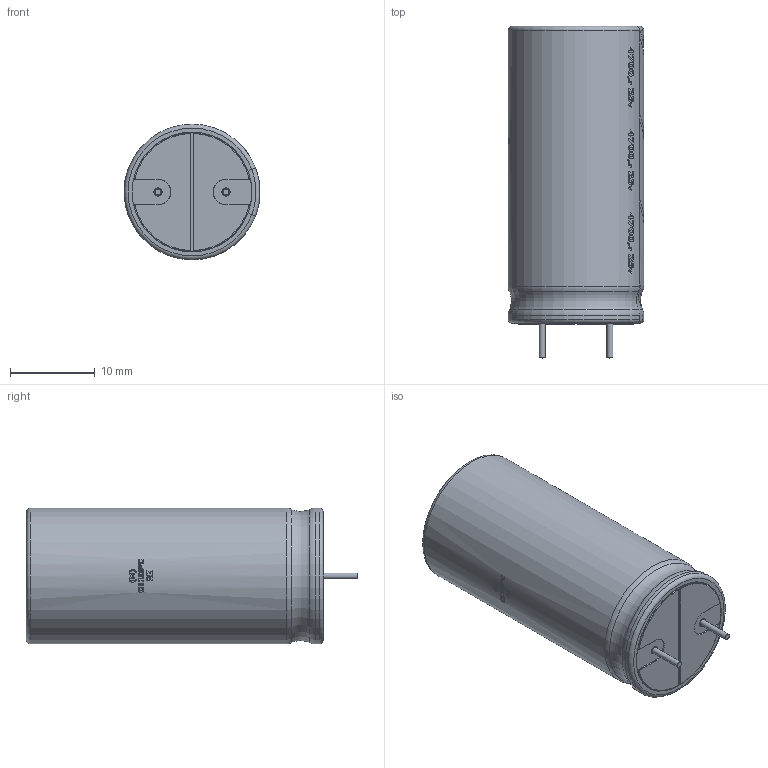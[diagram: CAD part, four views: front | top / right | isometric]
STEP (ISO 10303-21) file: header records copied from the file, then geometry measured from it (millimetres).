
FILE_DESCRIPTION(/* description */ (''),/* implementation_level */ '2;1');
FILE_NAME(/* name */ '4700uF 25V Electr 16 x35 -P.diameter 8mm-Green-Yellow.stp',/* time_stamp */ '2023-02-09T00:33:01+01:00',/* author */ ('JOSE LUIS'),/* organization */ (''),/* preprocessor_version */ 'ST-DEVELOPER v18',/* originating_system */ 'Autodesk Inventor 2020',/* authorisation */ '');
FILE_SCHEMA (('AUTOMOTIVE_DESIGN { 1 0 10303 214 3 1 1 }'));
Length unit declared in the file: millimetre
Products named in the file (1): 4700uF 25V Electr 16 x35 -P.diameter 8mm-Green-Yellow
Bounding box: 16 x 39.1 x 16 mm (x, y, z)
Volume: 6998.7 mm3; surface area: 2182.8 mm2
Topology: 1 solids, 1 shells, 194 faces, 870 edges, 740 vertices
Faces by surface type: cylinder 114, torus 44, plane 32, cone 4
Full cylindrical faces by diameter (mm): 0.7 x2, 0.77 x2, 0.95 x2, 14 x1, 14.1 x1
Entity records: 11499 total; most frequent: CARTESIAN_POINT 4142, ORIENTED_EDGE 1740, DIRECTION 1223, EDGE_CURVE 870, VERTEX_POINT 740, AXIS2_PLACEMENT_3D 491, B_SPLINE_CURVE_WITH_KNOTS 333, CIRCLE 268
